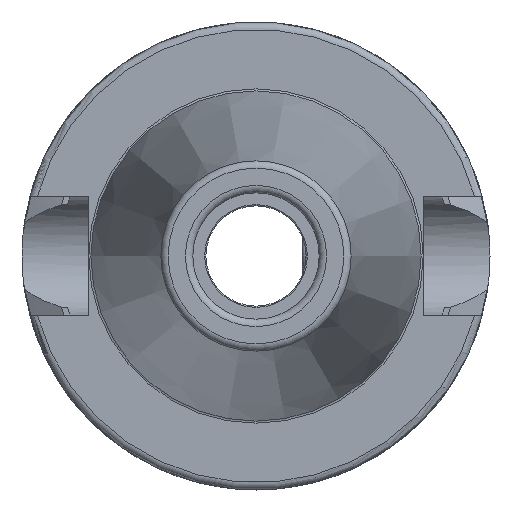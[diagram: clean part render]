
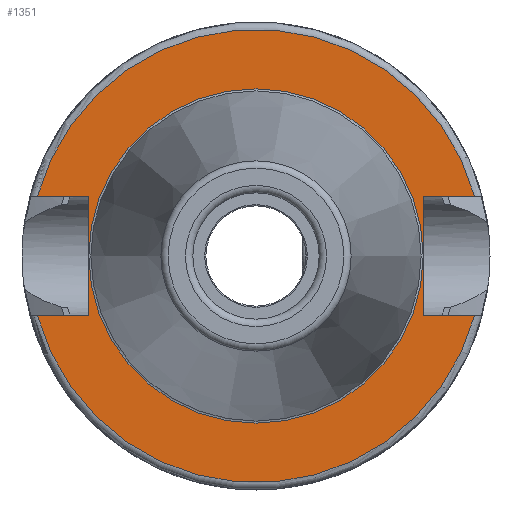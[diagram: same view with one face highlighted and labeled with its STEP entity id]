
A CAD part, left-side view. The second image highlights one B-rep face of the part: STEP entity #1351.
In plain terms, the highlighted planar face has unit normal (-1, 0, 0).
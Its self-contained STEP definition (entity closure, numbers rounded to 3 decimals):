
#51=FACE_BOUND('',#265,.T.);
#67=PLANE('',#1553);
#179=FACE_OUTER_BOUND('',#264,.T.);
#264=EDGE_LOOP('',(#1139,#1140,#1141,#1142,#1143,#1144,#1145,#1146));
#265=EDGE_LOOP('',(#1147));
#327=LINE('',#2402,#411);
#331=LINE('',#2410,#415);
#334=LINE('',#2430,#418);
#345=LINE('',#2530,#429);
#348=LINE('',#2551,#432);
#350=LINE('',#2554,#434);
#411=VECTOR('',#1767,10.);
#415=VECTOR('',#1773,10.);
#418=VECTOR('',#1778,10.);
#429=VECTOR('',#1833,10.);
#432=VECTOR('',#1838,10.);
#434=VECTOR('',#1842,10.);
#514=CIRCLE('',#1530,30.5);
#526=CIRCLE('',#1552,22.5);
#527=CIRCLE('',#1554,30.5);
#613=VERTEX_POINT('',#2390);
#614=VERTEX_POINT('',#2401);
#616=VERTEX_POINT('',#2407);
#617=VERTEX_POINT('',#2409);
#632=VERTEX_POINT('',#2490);
#639=VERTEX_POINT('',#2527);
#640=VERTEX_POINT('',#2529);
#644=VERTEX_POINT('',#2550);
#652=VERTEX_POINT('',#2580);
#765=EDGE_CURVE('',#614,#613,#327,.T.);
#769=EDGE_CURVE('',#617,#616,#331,.T.);
#774=EDGE_CURVE('',#616,#614,#334,.T.);
#794=EDGE_CURVE('',#617,#632,#514,.T.);
#804=EDGE_CURVE('',#640,#639,#345,.T.);
#809=EDGE_CURVE('',#644,#632,#348,.T.);
#811=EDGE_CURVE('',#639,#644,#350,.T.);
#825=EDGE_CURVE('',#652,#652,#526,.T.);
#826=EDGE_CURVE('',#640,#613,#527,.T.);
#1139=ORIENTED_EDGE('',*,*,#765,.T.);
#1140=ORIENTED_EDGE('',*,*,#826,.F.);
#1141=ORIENTED_EDGE('',*,*,#804,.T.);
#1142=ORIENTED_EDGE('',*,*,#811,.T.);
#1143=ORIENTED_EDGE('',*,*,#809,.T.);
#1144=ORIENTED_EDGE('',*,*,#794,.F.);
#1145=ORIENTED_EDGE('',*,*,#769,.T.);
#1146=ORIENTED_EDGE('',*,*,#774,.T.);
#1147=ORIENTED_EDGE('',*,*,#825,.T.);
#1351=ADVANCED_FACE('',(#179,#51),#67,.T.);
#1530=AXIS2_PLACEMENT_3D('',#2491,#1820,#1821);
#1552=AXIS2_PLACEMENT_3D('',#2582,#1878,#1879);
#1553=AXIS2_PLACEMENT_3D('',#2583,#1880,#1881);
#1554=AXIS2_PLACEMENT_3D('',#2584,#1882,#1883);
#1767=DIRECTION('',(0.,-1.,0.));
#1773=DIRECTION('',(0.,1.,0.));
#1778=DIRECTION('',(0.,0.,1.));
#1820=DIRECTION('center_axis',(1.,0.,0.));
#1821=DIRECTION('ref_axis',(0.,0.,-1.));
#1833=DIRECTION('',(0.,-1.,0.));
#1838=DIRECTION('',(0.,1.,0.));
#1842=DIRECTION('',(0.,0.,-1.));
#1878=DIRECTION('center_axis',(1.,0.,0.));
#1879=DIRECTION('ref_axis',(0.,0.,-1.));
#1880=DIRECTION('center_axis',(-1.,0.,0.));
#1881=DIRECTION('ref_axis',(0.,0.,1.));
#1882=DIRECTION('center_axis',(1.,0.,0.));
#1883=DIRECTION('ref_axis',(0.,0.,-1.));
#2390=CARTESIAN_POINT('',(2.,-29.418,8.05));
#2401=CARTESIAN_POINT('',(2.,-22.6,8.05));
#2402=CARTESIAN_POINT('',(2.,3.95,8.05));
#2407=CARTESIAN_POINT('',(2.,-22.6,-8.05));
#2409=CARTESIAN_POINT('',(2.,-29.418,-8.05));
#2410=CARTESIAN_POINT('',(2.,3.95,-8.05));
#2430=CARTESIAN_POINT('',(2.,-22.6,0.));
#2490=CARTESIAN_POINT('',(2.,29.418,-8.05));
#2491=CARTESIAN_POINT('Origin',(2.,0.,0.));
#2527=CARTESIAN_POINT('',(2.,22.6,8.05));
#2529=CARTESIAN_POINT('',(2.,29.418,8.05));
#2530=CARTESIAN_POINT('',(2.,26.55,8.05));
#2550=CARTESIAN_POINT('',(2.,22.6,-8.05));
#2551=CARTESIAN_POINT('',(2.,26.55,-8.05));
#2554=CARTESIAN_POINT('',(2.,22.6,0.));
#2580=CARTESIAN_POINT('',(2.,0.,22.5));
#2582=CARTESIAN_POINT('Origin',(2.,0.,0.));
#2583=CARTESIAN_POINT('Origin',(2.,30.5,0.));
#2584=CARTESIAN_POINT('Origin',(2.,0.,0.));
